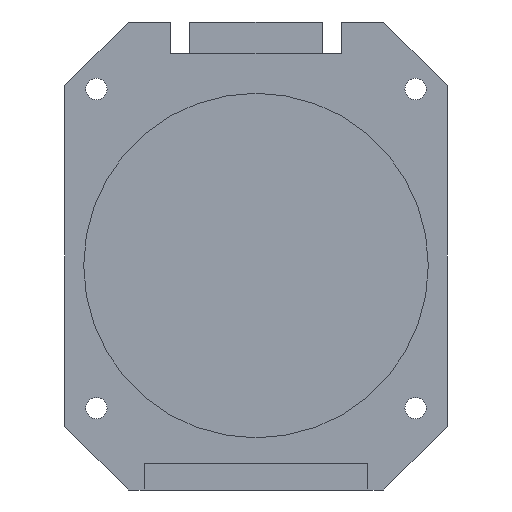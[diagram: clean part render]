
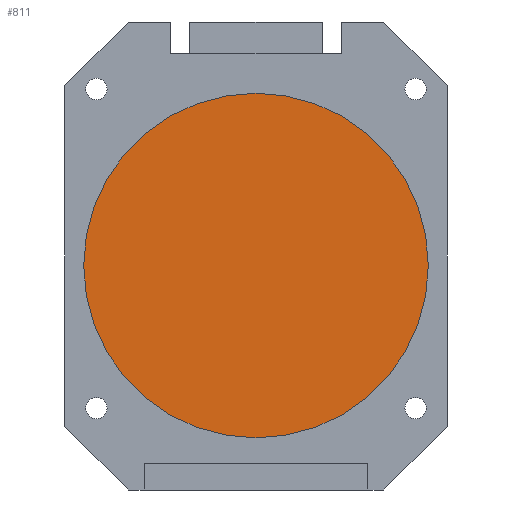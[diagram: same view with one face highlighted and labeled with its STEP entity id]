
A CAD part, front view. The second image highlights one B-rep face of the part: STEP entity #811.
In plain terms, the highlighted planar face has unit normal (0, -1, 0).
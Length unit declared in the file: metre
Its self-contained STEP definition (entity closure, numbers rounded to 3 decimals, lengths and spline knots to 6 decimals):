
#26=CIRCLE('',#877,0.0162);
#148=ORIENTED_EDGE('',*,*,#319,.T.);
#319=EDGE_CURVE('',#414,#414,#26,.T.);
#414=VERTEX_POINT('',#1263);
#668=EDGE_LOOP('',(#148));
#728=FACE_BOUND('',#668,.T.);
#767=PLANE('',#878);
#811=ADVANCED_FACE('',(#728),#767,.T.);
#877=AXIS2_PLACEMENT_3D('',#1262,#1024,#1025);
#878=AXIS2_PLACEMENT_3D('',#1264,#1026,#1027);
#1024=DIRECTION('',(0.,-1.,0.));
#1025=DIRECTION('',(-1.,0.,0.));
#1026=DIRECTION('',(0.,-1.,0.));
#1027=DIRECTION('',(-1.,0.,0.));
#1262=CARTESIAN_POINT('',(0.,0.007,0.));
#1263=CARTESIAN_POINT('',(-0.0162,0.007,0.));
#1264=CARTESIAN_POINT('',(-0.030699,0.007,-0.001198));
